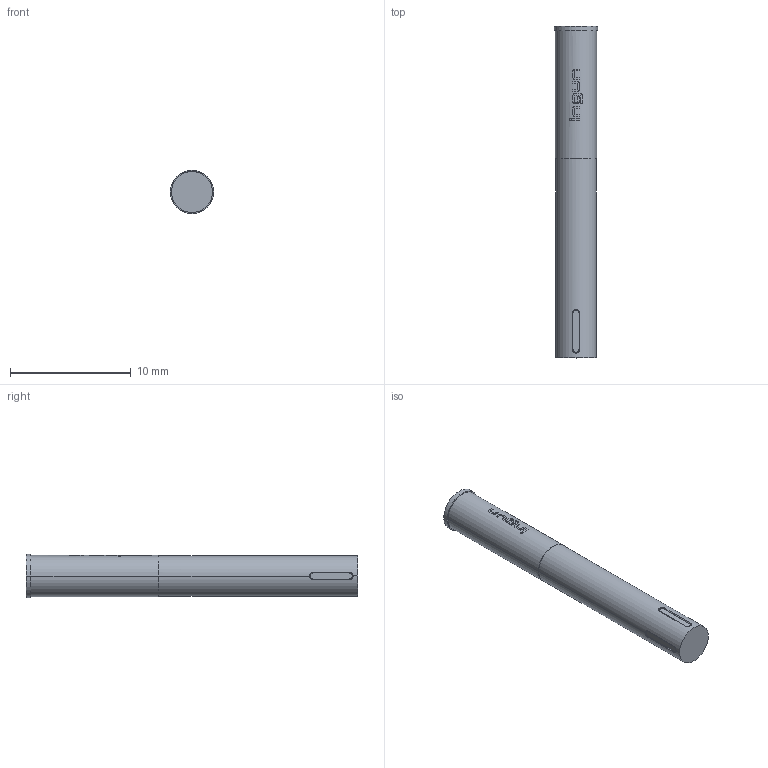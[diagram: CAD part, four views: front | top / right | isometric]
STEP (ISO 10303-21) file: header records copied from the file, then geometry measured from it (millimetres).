
FILE_DESCRIPTION (( 'STEP AP203' ), '1' );
FILE_NAME ('INGUN_KS-300.STEP', '2022-02-09T05:25:37', ( 'ochi' ), ( '' ), 'SwSTEP 2.0', 'SolidWorks 2018', '' );
FILE_SCHEMA (( 'CONFIG_CONTROL_DESIGN' ));
Length unit declared in the file: millimetre
Products named in the file (1): INGUN_KS-300
Bounding box: 3.6 x 27.5 x 3.6 mm (x, y, z)
Volume: 246.9 mm3; surface area: 314 mm2
Topology: 1 solids, 1 shells, 119 faces, 304 edges, 196 vertices
Faces by surface type: plane 55, cylinder 32, bspline 30, cone 2
Entity records: 4245 total; most frequent: CARTESIAN_POINT 1522, ORIENTED_EDGE 608, DIRECTION 458, EDGE_CURVE 304, VERTEX_POINT 196, AXIS2_PLACEMENT_3D 172, EDGE_LOOP 128, ADVANCED_FACE 119
